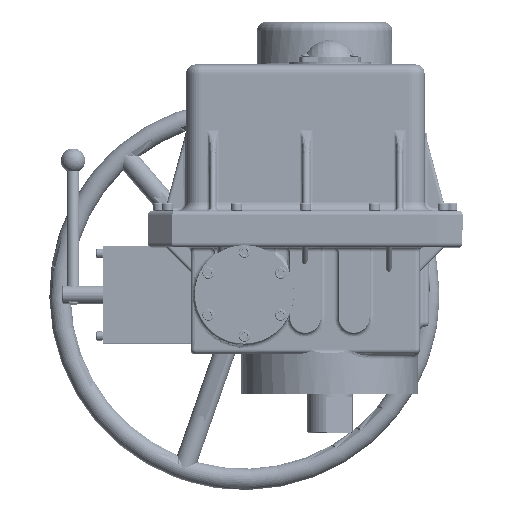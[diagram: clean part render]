
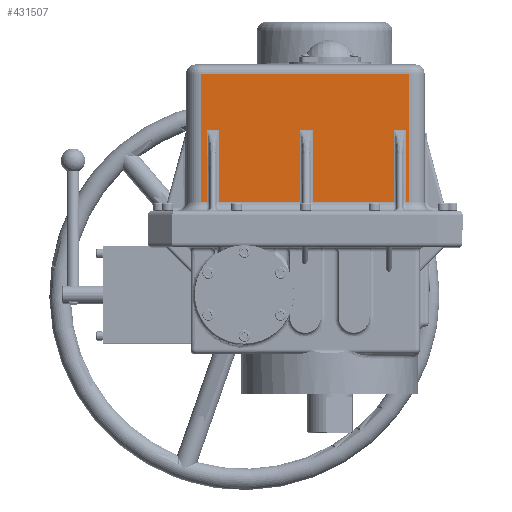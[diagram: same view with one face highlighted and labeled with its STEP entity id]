
A CAD part, top view. The second image highlights one B-rep face of the part: STEP entity #431507.
In plain terms, the highlighted planar face has unit normal (0, 0, 1).
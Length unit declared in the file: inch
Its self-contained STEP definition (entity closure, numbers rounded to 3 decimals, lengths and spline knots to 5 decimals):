
#1374 = VECTOR ( 'NONE', #190979, 39.37008 ) ;
#1705 = DIRECTION ( 'NONE',  ( 1., 0., 0. ) ) ;
#4647 = DIRECTION ( 'NONE',  ( 1., 0., 0. ) ) ;
#4943 = DIRECTION ( 'NONE',  ( 0., -1., 0. ) ) ;
#7488 = LINE ( 'NONE', #231079, #350758 ) ;
#8369 = VERTEX_POINT ( 'NONE', #376869 ) ;
#9883 = VERTEX_POINT ( 'NONE', #13495 ) ;
#13495 = CARTESIAN_POINT ( 'NONE',  ( -1.0261, 4.14048, 7.9975 ) ) ;
#18776 = ORIENTED_EDGE ( 'NONE', *, *, #120520, .T. ) ;
#20084 = CARTESIAN_POINT ( 'NONE',  ( 0.206, 4.14048, 7.9975 ) ) ;
#21552 = VECTOR ( 'NONE', #283750, 39.37008 ) ;
#21914 = LINE ( 'NONE', #287168, #193547 ) ;
#25273 = CARTESIAN_POINT ( 'NONE',  ( -5.0565, 6.47, 7.9975 ) ) ;
#26410 = EDGE_CURVE ( 'NONE', #238184, #265276, #295214, .T. ) ;
#36133 = EDGE_CURVE ( 'NONE', #302368, #379975, #356938, .T. ) ;
#49758 = EDGE_LOOP ( 'NONE', ( #18776, #218265, #90877, #222718, #79034, #393331, #170390, #112839, #425899, #417735, #370638, #435106, #147100, #335227, #373034, #104139 ) ) ;
#51268 = VECTOR ( 'NONE', #256109, 39.37008 ) ;
#52129 = EDGE_CURVE ( 'NONE', #115408, #271566, #277418, .T. ) ;
#61401 = CARTESIAN_POINT ( 'NONE',  ( 3.4685, 6.47, 7.9975 ) ) ;
#63332 = DIRECTION ( 'NONE',  ( 0., 1., 0. ) ) ;
#66746 = CARTESIAN_POINT ( 'NONE',  ( -4.8361, 4.14048, 7.9975 ) ) ;
#74370 = VECTOR ( 'NONE', #409490, 39.37008 ) ;
#78621 = VERTEX_POINT ( 'NONE', #276873 ) ;
#79034 = ORIENTED_EDGE ( 'NONE', *, *, #187916, .T. ) ;
#79772 = DIRECTION ( 'NONE',  ( 1., 0., 0. ) ) ;
#81750 = DIRECTION ( 'NONE',  ( 1., 0., 0. ) ) ;
#90877 = ORIENTED_EDGE ( 'NONE', *, *, #52129, .T. ) ;
#91574 = DIRECTION ( 'NONE',  ( 0., 0., -1. ) ) ;
#103478 = LINE ( 'NONE', #303081, #183907 ) ;
#104139 = ORIENTED_EDGE ( 'NONE', *, *, #228964, .T. ) ;
#111554 = EDGE_CURVE ( 'NONE', #377457, #206794, #268499, .T. ) ;
#112813 = CARTESIAN_POINT ( 'NONE',  ( -0.4814, 1.22, 7.9975 ) ) ;
#112839 = ORIENTED_EDGE ( 'NONE', *, *, #404245, .T. ) ;
#115408 = VERTEX_POINT ( 'NONE', #401690 ) ;
#120520 = EDGE_CURVE ( 'NONE', #230668, #8369, #123567, .T. ) ;
#120662 = CARTESIAN_POINT ( 'NONE',  ( -4.8361, 1.22, 7.9975 ) ) ;
#123567 = LINE ( 'NONE', #216195, #375711 ) ;
#127199 = VECTOR ( 'NONE', #4647, 39.37008 ) ;
#133386 = CARTESIAN_POINT ( 'NONE',  ( 2.8286, 4.14048, 7.9975 ) ) ;
#133629 = DIRECTION ( 'NONE',  ( 0., -1., 0. ) ) ;
#147100 = ORIENTED_EDGE ( 'NONE', *, *, #272072, .T. ) ;
#149486 = VERTEX_POINT ( 'NONE', #312237 ) ;
#154768 = LINE ( 'NONE', #204051, #74370 ) ;
#165798 = EDGE_CURVE ( 'NONE', #255856, #377457, #190577, .T. ) ;
#170390 = ORIENTED_EDGE ( 'NONE', *, *, #337896, .T. ) ;
#170533 = CARTESIAN_POINT ( 'NONE',  ( 3.4685, 1.22, 7.9975 ) ) ;
#183907 = VECTOR ( 'NONE', #63332, 39.37008 ) ;
#185237 = EDGE_CURVE ( 'NONE', #8369, #115408, #371940, .T. ) ;
#187916 = EDGE_CURVE ( 'NONE', #9883, #238184, #264363, .T. ) ;
#189555 = VECTOR ( 'NONE', #133629, 39.37008 ) ;
#190577 = LINE ( 'NONE', #359384, #51268 ) ;
#190979 = DIRECTION ( 'NONE',  ( 1., 0., 0. ) ) ;
#193539 = CARTESIAN_POINT ( 'NONE',  ( 0.206, 6.845, 7.9975 ) ) ;
#193547 = VECTOR ( 'NONE', #81750, 39.37008 ) ;
#195148 = DIRECTION ( 'NONE',  ( 1., 0., 0. ) ) ;
#204051 = CARTESIAN_POINT ( 'NONE',  ( -4.8361, 6.845, 7.9975 ) ) ;
#206794 = VERTEX_POINT ( 'NONE', #365097 ) ;
#207735 = CARTESIAN_POINT ( 'NONE',  ( -0.4814, 1.22, 7.9975 ) ) ;
#210075 = CARTESIAN_POINT ( 'NONE',  ( 0.206, 1.22, 7.9975 ) ) ;
#216195 = CARTESIAN_POINT ( 'NONE',  ( 0.206, 4.14048, 7.9975 ) ) ;
#218265 = ORIENTED_EDGE ( 'NONE', *, *, #185237, .T. ) ;
#218420 = CARTESIAN_POINT ( 'NONE',  ( -5.0565, 6.845, 7.9975 ) ) ;
#221500 = LINE ( 'NONE', #218420, #312666 ) ;
#222718 = ORIENTED_EDGE ( 'NONE', *, *, #403394, .T. ) ;
#228065 = PLANE ( 'NONE',  #334962 ) ;
#228964 = EDGE_CURVE ( 'NONE', #379563, #230668, #154768, .T. ) ;
#230668 = VERTEX_POINT ( 'NONE', #66746 ) ;
#230728 = DIRECTION ( 'NONE',  ( -1., 0., 0. ) ) ;
#231079 = CARTESIAN_POINT ( 'NONE',  ( -1.0261, 6.845, 7.9975 ) ) ;
#234521 = VECTOR ( 'NONE', #230728, 39.37008 ) ;
#238184 = VERTEX_POINT ( 'NONE', #403315 ) ;
#239161 = LINE ( 'NONE', #346495, #432323 ) ;
#249319 = VECTOR ( 'NONE', #195148, 39.37008 ) ;
#254674 = CARTESIAN_POINT ( 'NONE',  ( 3.3286, 4.14048, 7.9975 ) ) ;
#255856 = VERTEX_POINT ( 'NONE', #133386 ) ;
#256109 = DIRECTION ( 'NONE',  ( 1., 0., 0. ) ) ;
#264363 = LINE ( 'NONE', #20084, #1374 ) ;
#265276 = VERTEX_POINT ( 'NONE', #207735 ) ;
#265531 = DIRECTION ( 'NONE',  ( 0., 1., 0. ) ) ;
#268499 = LINE ( 'NONE', #275561, #353498 ) ;
#270673 = FACE_OUTER_BOUND ( 'NONE', #49758, .T. ) ;
#271566 = VERTEX_POINT ( 'NONE', #429216 ) ;
#272072 = EDGE_CURVE ( 'NONE', #302368, #312542, #304135, .T. ) ;
#275561 = CARTESIAN_POINT ( 'NONE',  ( 3.3286, 1.22, 7.9975 ) ) ;
#276873 = CARTESIAN_POINT ( 'NONE',  ( -5.0565, 1.22, 7.9975 ) ) ;
#277418 = LINE ( 'NONE', #210075, #127199 ) ;
#279943 = EDGE_CURVE ( 'NONE', #312542, #78621, #221500, .T. ) ;
#283750 = DIRECTION ( 'NONE',  ( 0., -1., 0. ) ) ;
#285470 = CARTESIAN_POINT ( 'NONE',  ( -5.0565, 6.47, 7.9975 ) ) ;
#287168 = CARTESIAN_POINT ( 'NONE',  ( 0.206, 1.22, 7.9975 ) ) ;
#295214 = LINE ( 'NONE', #112813, #21552 ) ;
#302368 = VERTEX_POINT ( 'NONE', #61401 ) ;
#303081 = CARTESIAN_POINT ( 'NONE',  ( 2.8286, 6.845, 7.9975 ) ) ;
#304135 = LINE ( 'NONE', #25273, #234521 ) ;
#312237 = CARTESIAN_POINT ( 'NONE',  ( 2.8286, 1.22, 7.9975 ) ) ;
#312542 = VERTEX_POINT ( 'NONE', #285470 ) ;
#312666 = VECTOR ( 'NONE', #423825, 39.37008 ) ;
#331439 = DIRECTION ( 'NONE',  ( -1., 0., 0. ) ) ;
#331588 = CARTESIAN_POINT ( 'NONE',  ( 0.206, 1.22, 7.9975 ) ) ;
#334962 = AXIS2_PLACEMENT_3D ( 'NONE', #193539, #91574, #331439 ) ;
#335227 = ORIENTED_EDGE ( 'NONE', *, *, #279943, .T. ) ;
#337896 = EDGE_CURVE ( 'NONE', #265276, #149486, #239161, .T. ) ;
#340430 = LINE ( 'NONE', #331588, #249319 ) ;
#345328 = CARTESIAN_POINT ( 'NONE',  ( 3.4685, 6.845, 7.9975 ) ) ;
#346263 = EDGE_CURVE ( 'NONE', #78621, #379563, #340430, .T. ) ;
#346495 = CARTESIAN_POINT ( 'NONE',  ( 0.206, 1.22, 7.9975 ) ) ;
#350758 = VECTOR ( 'NONE', #265531, 39.37008 ) ;
#353498 = VECTOR ( 'NONE', #444973, 39.37008 ) ;
#356938 = LINE ( 'NONE', #345328, #437563 ) ;
#359384 = CARTESIAN_POINT ( 'NONE',  ( 0.206, 4.14048, 7.9975 ) ) ;
#365097 = CARTESIAN_POINT ( 'NONE',  ( 3.3286, 1.22, 7.9975 ) ) ;
#370638 = ORIENTED_EDGE ( 'NONE', *, *, #400713, .T. ) ;
#371940 = LINE ( 'NONE', #441063, #189555 ) ;
#373034 = ORIENTED_EDGE ( 'NONE', *, *, #346263, .T. ) ;
#375711 = VECTOR ( 'NONE', #79772, 39.37008 ) ;
#376869 = CARTESIAN_POINT ( 'NONE',  ( -4.3361, 4.14048, 7.9975 ) ) ;
#377457 = VERTEX_POINT ( 'NONE', #254674 ) ;
#379563 = VERTEX_POINT ( 'NONE', #120662 ) ;
#379975 = VERTEX_POINT ( 'NONE', #170533 ) ;
#393331 = ORIENTED_EDGE ( 'NONE', *, *, #26410, .T. ) ;
#400713 = EDGE_CURVE ( 'NONE', #206794, #379975, #21914, .T. ) ;
#401690 = CARTESIAN_POINT ( 'NONE',  ( -4.3361, 1.22, 7.9975 ) ) ;
#403315 = CARTESIAN_POINT ( 'NONE',  ( -0.4814, 4.14048, 7.9975 ) ) ;
#403394 = EDGE_CURVE ( 'NONE', #271566, #9883, #7488, .T. ) ;
#404245 = EDGE_CURVE ( 'NONE', #149486, #255856, #103478, .T. ) ;
#409490 = DIRECTION ( 'NONE',  ( 0., 1., 0. ) ) ;
#417735 = ORIENTED_EDGE ( 'NONE', *, *, #111554, .T. ) ;
#423825 = DIRECTION ( 'NONE',  ( 0., -1., 0. ) ) ;
#425899 = ORIENTED_EDGE ( 'NONE', *, *, #165798, .T. ) ;
#429216 = CARTESIAN_POINT ( 'NONE',  ( -1.0261, 1.22, 7.9975 ) ) ;
#431507 = ADVANCED_FACE ( 'NONE', ( #270673 ), #228065, .F. ) ;
#432323 = VECTOR ( 'NONE', #1705, 39.37008 ) ;
#435106 = ORIENTED_EDGE ( 'NONE', *, *, #36133, .F. ) ;
#437563 = VECTOR ( 'NONE', #4943, 39.37008 ) ;
#441063 = CARTESIAN_POINT ( 'NONE',  ( -4.3361, 1.22, 7.9975 ) ) ;
#444973 = DIRECTION ( 'NONE',  ( 0., -1., 0. ) ) ;
